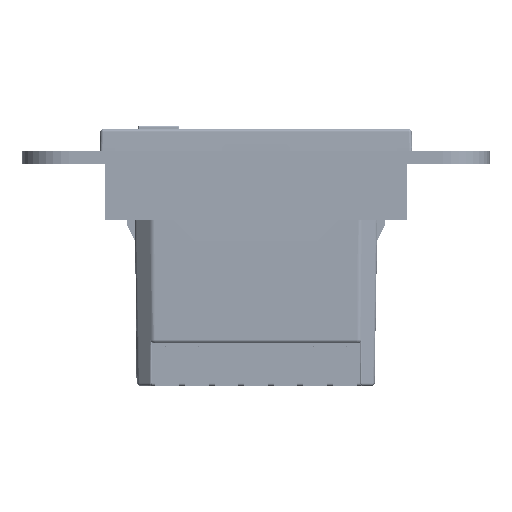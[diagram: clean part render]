
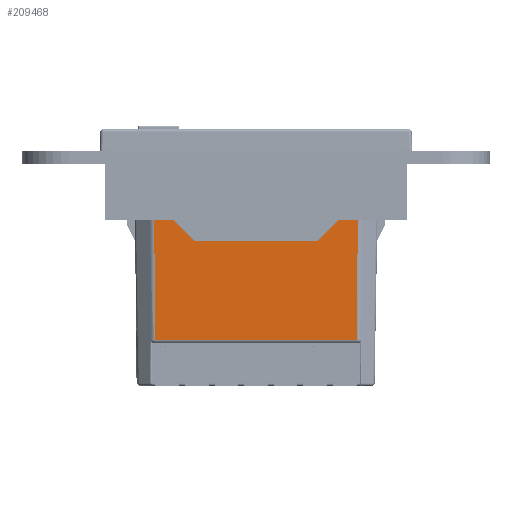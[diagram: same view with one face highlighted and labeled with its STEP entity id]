
A CAD part, left-side view. The second image highlights one B-rep face of the part: STEP entity #209468.
In plain terms, the highlighted planar face has unit normal (-1, 0, -0.018).
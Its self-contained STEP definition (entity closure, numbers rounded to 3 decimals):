
#1267 = EDGE_CURVE ( 'NONE', #128969, #111005, #143020, .T. ) ;
#3951 = VERTEX_POINT ( 'NONE', #40278 ) ;
#4896 = LINE ( 'NONE', #149541, #158725 ) ;
#5057 = DIRECTION ( 'NONE',  ( 0., -1., 0. ) ) ;
#7045 = FACE_BOUND ( 'NONE', #50779, .T. ) ;
#7600 = CARTESIAN_POINT ( 'NONE',  ( -10.956, -12., 31.3 ) ) ;
#7848 = EDGE_CURVE ( 'NONE', #28865, #3951, #144501, .T. ) ;
#10848 = CARTESIAN_POINT ( 'NONE',  ( -11., 12., 33.8 ) ) ;
#11652 = ORIENTED_EDGE ( 'NONE', *, *, #7848, .F. ) ;
#11754 = DIRECTION ( 'NONE',  ( 0.017, 0.009, -1. ) ) ;
#11954 = ORIENTED_EDGE ( 'NONE', *, *, #46251, .F. ) ;
#12745 = VERTEX_POINT ( 'NONE', #16233 ) ;
#12959 = ORIENTED_EDGE ( 'NONE', *, *, #15018, .F. ) ;
#14049 = DIRECTION ( 'NONE',  ( -0.017, 0., 1. ) ) ;
#15018 = EDGE_CURVE ( 'NONE', #3951, #149268, #17186, .T. ) ;
#16233 = CARTESIAN_POINT ( 'NONE',  ( -10.979, -5.2, 32.6 ) ) ;
#17186 = LINE ( 'NONE', #26229, #67666 ) ;
#18560 = LINE ( 'NONE', #44833, #175038 ) ;
#19405 = VECTOR ( 'NONE', #208811, 1000. ) ;
#19788 = CARTESIAN_POINT ( 'NONE',  ( -11., -17.211, 33.803 ) ) ;
#21115 = LINE ( 'NONE', #101545, #48827 ) ;
#26229 = CARTESIAN_POINT ( 'NONE',  ( -11., -7., 33.8 ) ) ;
#26676 = CARTESIAN_POINT ( 'NONE',  ( -10.956, 12., 31.3 ) ) ;
#27857 = LINE ( 'NONE', #28898, #93431 ) ;
#28865 = VERTEX_POINT ( 'NONE', #126185 ) ;
#28898 = CARTESIAN_POINT ( 'NONE',  ( -10.956, 20.6, 31.3 ) ) ;
#29960 = EDGE_LOOP ( 'NONE', ( #12959, #11652, #55597, #179902 ) ) ;
#31669 = CARTESIAN_POINT ( 'NONE',  ( -10.979, 20.6, 32.6 ) ) ;
#32599 = EDGE_CURVE ( 'NONE', #182472, #157280, #46258, .T. ) ;
#34718 = VECTOR ( 'NONE', #149549, 1000. ) ;
#39540 = DIRECTION ( 'NONE',  ( 0.017, -0.007, -1. ) ) ;
#40278 = CARTESIAN_POINT ( 'NONE',  ( -10.983, -7., 32.8 ) ) ;
#40617 = CARTESIAN_POINT ( 'NONE',  ( -11., -17.211, 33.8 ) ) ;
#42668 = EDGE_CURVE ( 'NONE', #182472, #171139, #4896, .T. ) ;
#44833 = CARTESIAN_POINT ( 'NONE',  ( -10.996, -5.209, 33.575 ) ) ;
#46251 = EDGE_CURVE ( 'NONE', #148018, #206921, #21115, .T. ) ;
#46258 = LINE ( 'NONE', #55104, #89159 ) ;
#46663 = VERTEX_POINT ( 'NONE', #197407 ) ;
#48827 = VECTOR ( 'NONE', #52128, 1000. ) ;
#50150 = CARTESIAN_POINT ( 'NONE',  ( -10.956, 20.6, 31.3 ) ) ;
#50475 = ORIENTED_EDGE ( 'NONE', *, *, #133177, .F. ) ;
#50779 = EDGE_LOOP ( 'NONE', ( #65612, #50475, #137632, #11954 ) ) ;
#52128 = DIRECTION ( 'NONE',  ( -0.017, 0., 1. ) ) ;
#52218 = VERTEX_POINT ( 'NONE', #7600 ) ;
#54520 = VECTOR ( 'NONE', #148906, 1000. ) ;
#55104 = CARTESIAN_POINT ( 'NONE',  ( -10.537, 17.031, 7.303 ) ) ;
#55597 = ORIENTED_EDGE ( 'NONE', *, *, #105766, .F. ) ;
#56856 = VECTOR ( 'NONE', #205118, 1000. ) ;
#57237 = DIRECTION ( 'NONE',  ( 0.017, 0., -1. ) ) ;
#57581 = EDGE_CURVE ( 'NONE', #12745, #121381, #68785, .T. ) ;
#64837 = DIRECTION ( 'NONE',  ( 0., 1., 0. ) ) ;
#65612 = ORIENTED_EDGE ( 'NONE', *, *, #118633, .F. ) ;
#66471 = ORIENTED_EDGE ( 'NONE', *, *, #32599, .T. ) ;
#67425 = CARTESIAN_POINT ( 'NONE',  ( -10.983, 20.6, 32.8 ) ) ;
#67666 = VECTOR ( 'NONE', #57237, 1000. ) ;
#68785 = LINE ( 'NONE', #31669, #144425 ) ;
#69277 = DIRECTION ( 'NONE',  ( 0., -1., 0. ) ) ;
#77431 = VECTOR ( 'NONE', #93050, 1000. ) ;
#78242 = DIRECTION ( 'NONE',  ( 0., -1., 0. ) ) ;
#78305 = EDGE_CURVE ( 'NONE', #171139, #209537, #148984, .T. ) ;
#83666 = LINE ( 'NONE', #100302, #139124 ) ;
#87043 = EDGE_CURVE ( 'NONE', #157280, #46663, #83666, .T. ) ;
#89159 = VECTOR ( 'NONE', #39540, 1000. ) ;
#90739 = VERTEX_POINT ( 'NONE', #172079 ) ;
#93050 = DIRECTION ( 'NONE',  ( 0., -1., 0. ) ) ;
#93431 = VECTOR ( 'NONE', #78242, 1000. ) ;
#95505 = FACE_OUTER_BOUND ( 'NONE', #178308, .T. ) ;
#95514 = ORIENTED_EDGE ( 'NONE', *, *, #57581, .T. ) ;
#95776 = CARTESIAN_POINT ( 'NONE',  ( -11., -12., 33.8 ) ) ;
#96550 = CARTESIAN_POINT ( 'NONE',  ( -10.983, 7., 32.8 ) ) ;
#100026 = VECTOR ( 'NONE', #165104, 1000. ) ;
#100302 = CARTESIAN_POINT ( 'NONE',  ( -10.546, -17.031, 7.791 ) ) ;
#101545 = CARTESIAN_POINT ( 'NONE',  ( -11., 7., 33.8 ) ) ;
#103647 = VECTOR ( 'NONE', #5057, 1000. ) ;
#105766 = EDGE_CURVE ( 'NONE', #52218, #28865, #155794, .T. ) ;
#108336 = ORIENTED_EDGE ( 'NONE', *, *, #199622, .T. ) ;
#109940 = CARTESIAN_POINT ( 'NONE',  ( -11., 13.8, 33.8 ) ) ;
#111005 = VERTEX_POINT ( 'NONE', #40617 ) ;
#111548 = ORIENTED_EDGE ( 'NONE', *, *, #87043, .T. ) ;
#115111 = LINE ( 'NONE', #132068, #54520 ) ;
#117403 = CARTESIAN_POINT ( 'NONE',  ( -10.979, 5.2, 32.6 ) ) ;
#118633 = EDGE_CURVE ( 'NONE', #179411, #148018, #27857, .T. ) ;
#121381 = VERTEX_POINT ( 'NONE', #117403 ) ;
#122963 = CARTESIAN_POINT ( 'NONE',  ( -10.956, -7., 31.3 ) ) ;
#123336 = LINE ( 'NONE', #194136, #204270 ) ;
#124814 = CARTESIAN_POINT ( 'NONE',  ( -11., 20.6, 33.8 ) ) ;
#125821 = LINE ( 'NONE', #10848, #183963 ) ;
#125958 = ORIENTED_EDGE ( 'NONE', *, *, #1267, .F. ) ;
#126185 = CARTESIAN_POINT ( 'NONE',  ( -10.983, -12., 32.8 ) ) ;
#128093 = EDGE_CURVE ( 'NONE', #149268, #52218, #152991, .T. ) ;
#128254 = CARTESIAN_POINT ( 'NONE',  ( -10.546, 17.035, 7.791 ) ) ;
#128969 = VERTEX_POINT ( 'NONE', #194021 ) ;
#129366 = VECTOR ( 'NONE', #132327, 1000. ) ;
#132068 = CARTESIAN_POINT ( 'NONE',  ( -11., 20.6, 33.8 ) ) ;
#132327 = DIRECTION ( 'NONE',  ( 0., 1., 0. ) ) ;
#133177 = EDGE_CURVE ( 'NONE', #90739, #179411, #125821, .T. ) ;
#134223 = CARTESIAN_POINT ( 'NONE',  ( -11., 13.8, 33.8 ) ) ;
#137632 = ORIENTED_EDGE ( 'NONE', *, *, #180662, .F. ) ;
#138446 = FACE_BOUND ( 'NONE', #29960, .T. ) ;
#139124 = VECTOR ( 'NONE', #69277, 1000. ) ;
#143020 = LINE ( 'NONE', #124814, #77431 ) ;
#143107 = CARTESIAN_POINT ( 'NONE',  ( -11., 17.211, 33.8 ) ) ;
#144425 = VECTOR ( 'NONE', #64837, 1000. ) ;
#144501 = LINE ( 'NONE', #67425, #129366 ) ;
#145038 = ORIENTED_EDGE ( 'NONE', *, *, #42668, .F. ) ;
#148018 = VERTEX_POINT ( 'NONE', #180026 ) ;
#148906 = DIRECTION ( 'NONE',  ( 0., -1., 0. ) ) ;
#148984 = LINE ( 'NONE', #134223, #103647 ) ;
#149268 = VERTEX_POINT ( 'NONE', #122963 ) ;
#149541 = CARTESIAN_POINT ( 'NONE',  ( -11., 20.6, 33.8 ) ) ;
#149549 = DIRECTION ( 'NONE',  ( -0.017, -0.007, 1. ) ) ;
#151436 = ORIENTED_EDGE ( 'NONE', *, *, #171340, .T. ) ;
#152991 = LINE ( 'NONE', #50150, #100026 ) ;
#155794 = LINE ( 'NONE', #95776, #19405 ) ;
#156111 = ORIENTED_EDGE ( 'NONE', *, *, #196131, .T. ) ;
#156441 = ORIENTED_EDGE ( 'NONE', *, *, #190593, .F. ) ;
#156699 = VERTEX_POINT ( 'NONE', #160878 ) ;
#157280 = VERTEX_POINT ( 'NONE', #128254 ) ;
#157306 = DIRECTION ( 'NONE',  ( 0., 1., 0. ) ) ;
#158725 = VECTOR ( 'NONE', #179961, 1000. ) ;
#160016 = PLANE ( 'NONE',  #204827 ) ;
#160878 = CARTESIAN_POINT ( 'NONE',  ( -11., -5.21, 33.8 ) ) ;
#163432 = LINE ( 'NONE', #19788, #34718 ) ;
#165104 = DIRECTION ( 'NONE',  ( 0., -1., 0. ) ) ;
#171139 = VERTEX_POINT ( 'NONE', #109940 ) ;
#171340 = EDGE_CURVE ( 'NONE', #121381, #209537, #190734, .T. ) ;
#171705 = DIRECTION ( 'NONE',  ( 0.017, 0., -1. ) ) ;
#172079 = CARTESIAN_POINT ( 'NONE',  ( -10.983, 12., 32.8 ) ) ;
#175038 = VECTOR ( 'NONE', #11754, 1000. ) ;
#178308 = EDGE_LOOP ( 'NONE', ( #156441, #108336, #95514, #151436, #195915, #145038, #66471, #111548, #156111, #125958 ) ) ;
#179411 = VERTEX_POINT ( 'NONE', #26676 ) ;
#179902 = ORIENTED_EDGE ( 'NONE', *, *, #128093, .F. ) ;
#179961 = DIRECTION ( 'NONE',  ( 0., -1., 0. ) ) ;
#180026 = CARTESIAN_POINT ( 'NONE',  ( -10.956, 7., 31.3 ) ) ;
#180662 = EDGE_CURVE ( 'NONE', #206921, #90739, #123336, .T. ) ;
#182472 = VERTEX_POINT ( 'NONE', #143107 ) ;
#183963 = VECTOR ( 'NONE', #171705, 1000. ) ;
#189468 = CARTESIAN_POINT ( 'NONE',  ( -11.002, 5.212, 33.934 ) ) ;
#189724 = CARTESIAN_POINT ( 'NONE',  ( -11., 20.6, 33.8 ) ) ;
#190445 = DIRECTION ( 'NONE',  ( -1., 0., -0.017 ) ) ;
#190593 = EDGE_CURVE ( 'NONE', #156699, #128969, #115111, .T. ) ;
#190734 = LINE ( 'NONE', #189468, #56856 ) ;
#192544 = CARTESIAN_POINT ( 'NONE',  ( -11., 5.21, 33.8 ) ) ;
#194021 = CARTESIAN_POINT ( 'NONE',  ( -11., -13.8, 33.8 ) ) ;
#194136 = CARTESIAN_POINT ( 'NONE',  ( -10.983, 20.6, 32.8 ) ) ;
#195915 = ORIENTED_EDGE ( 'NONE', *, *, #78305, .F. ) ;
#196131 = EDGE_CURVE ( 'NONE', #46663, #111005, #163432, .T. ) ;
#197407 = CARTESIAN_POINT ( 'NONE',  ( -10.546, -17.035, 7.791 ) ) ;
#199622 = EDGE_CURVE ( 'NONE', #156699, #12745, #18560, .T. ) ;
#204270 = VECTOR ( 'NONE', #157306, 1000. ) ;
#204827 = AXIS2_PLACEMENT_3D ( 'NONE', #189724, #190445, #14049 ) ;
#205118 = DIRECTION ( 'NONE',  ( -0.017, 0.009, 1. ) ) ;
#206921 = VERTEX_POINT ( 'NONE', #96550 ) ;
#208811 = DIRECTION ( 'NONE',  ( -0.017, 0., 1. ) ) ;
#209468 = ADVANCED_FACE ( 'NONE', ( #138446, #95505, #7045 ), #160016, .T. ) ;
#209537 = VERTEX_POINT ( 'NONE', #192544 ) ;
